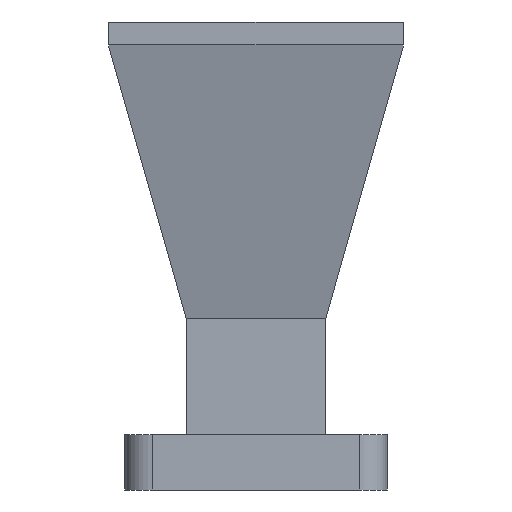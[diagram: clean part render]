
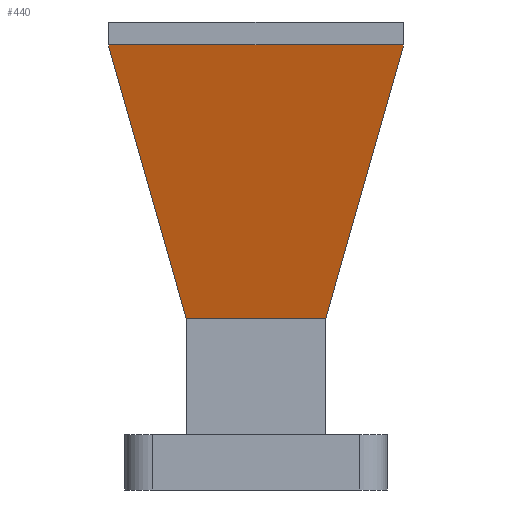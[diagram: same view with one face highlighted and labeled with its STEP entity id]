
A CAD part, left-side view. The second image highlights one B-rep face of the part: STEP entity #440.
In plain terms, the highlighted planar face has unit normal (-0.972, 0, -0.236).
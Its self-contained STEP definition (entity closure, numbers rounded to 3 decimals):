
#40 = LINE ( 'NONE', #1040, #1204 ) ;
#59 = VECTOR ( 'NONE', #131, 1000. ) ;
#65 = EDGE_CURVE ( 'NONE', #1333, #79, #904, .T. ) ;
#79 = VERTEX_POINT ( 'NONE', #1151 ) ;
#83 = ORIENTED_EDGE ( 'NONE', *, *, #1114, .T. ) ;
#127 = DIRECTION ( 'NONE',  ( -0.236, 0., 0.972 ) ) ;
#131 = DIRECTION ( 'NONE',  ( 0., 1., 0. ) ) ;
#188 = VECTOR ( 'NONE', #785, 1000. ) ;
#217 = LINE ( 'NONE', #559, #326 ) ;
#250 = PLANE ( 'NONE',  #536 ) ;
#265 = CARTESIAN_POINT ( 'NONE',  ( -8.093, 0., 69.686 ) ) ;
#267 = DIRECTION ( 'NONE',  ( -0.236, 0., 0.972 ) ) ;
#289 = VERTEX_POINT ( 'NONE', #540 ) ;
#326 = VECTOR ( 'NONE', #466, 1000. ) ;
#342 = LINE ( 'NONE', #454, #188 ) ;
#399 = CARTESIAN_POINT ( 'NONE',  ( -3.278, -5.065, 49.821 ) ) ;
#440 = ADVANCED_FACE ( 'NONE', ( #1254 ), #250, .T. ) ;
#454 = CARTESIAN_POINT ( 'NONE',  ( -3.278, -5.065, 49.821 ) ) ;
#455 = EDGE_CURVE ( 'NONE', #79, #1074, #217, .T. ) ;
#466 = DIRECTION ( 'NONE',  ( 0.236, 0., -0.972 ) ) ;
#476 = CARTESIAN_POINT ( 'NONE',  ( -8.093, -10.71, 69.686 ) ) ;
#500 = CARTESIAN_POINT ( 'NONE',  ( -8.069, 10.71, 69.585 ) ) ;
#515 = CARTESIAN_POINT ( 'NONE',  ( -3.278, 5.065, 49.821 ) ) ;
#536 = AXIS2_PLACEMENT_3D ( 'NONE', #1224, #1021, #127 ) ;
#540 = CARTESIAN_POINT ( 'NONE',  ( -8.069, -10.71, 69.585 ) ) ;
#559 = CARTESIAN_POINT ( 'NONE',  ( -8.093, 10.71, 69.686 ) ) ;
#644 = VERTEX_POINT ( 'NONE', #515 ) ;
#714 = DIRECTION ( 'NONE',  ( 0.227, -0.267, -0.936 ) ) ;
#746 = ORIENTED_EDGE ( 'NONE', *, *, #455, .T. ) ;
#767 = CARTESIAN_POINT ( 'NONE',  ( -3.278, 0., 49.821 ) ) ;
#785 = DIRECTION ( 'NONE',  ( -0.227, -0.267, 0.936 ) ) ;
#809 = LINE ( 'NONE', #1257, #979 ) ;
#820 = ORIENTED_EDGE ( 'NONE', *, *, #1400, .T. ) ;
#859 = ORIENTED_EDGE ( 'NONE', *, *, #994, .T. ) ;
#904 = LINE ( 'NONE', #265, #59 ) ;
#918 = ORIENTED_EDGE ( 'NONE', *, *, #65, .T. ) ;
#960 = EDGE_LOOP ( 'NONE', ( #859, #820, #1165, #83, #918, #746 ) ) ;
#979 = VECTOR ( 'NONE', #714, 1000. ) ;
#994 = EDGE_CURVE ( 'NONE', #1074, #644, #809, .T. ) ;
#1004 = DIRECTION ( 'NONE',  ( 0., -1., 0. ) ) ;
#1021 = DIRECTION ( 'NONE',  ( -0.972, 0., -0.236 ) ) ;
#1040 = CARTESIAN_POINT ( 'NONE',  ( -8.069, -10.71, 69.585 ) ) ;
#1074 = VERTEX_POINT ( 'NONE', #500 ) ;
#1114 = EDGE_CURVE ( 'NONE', #289, #1333, #40, .T. ) ;
#1151 = CARTESIAN_POINT ( 'NONE',  ( -8.093, 10.71, 69.686 ) ) ;
#1165 = ORIENTED_EDGE ( 'NONE', *, *, #1278, .T. ) ;
#1203 = LINE ( 'NONE', #767, #1354 ) ;
#1204 = VECTOR ( 'NONE', #267, 1000. ) ;
#1224 = CARTESIAN_POINT ( 'NONE',  ( -5.822, 0., 60.315 ) ) ;
#1254 = FACE_OUTER_BOUND ( 'NONE', #960, .T. ) ;
#1257 = CARTESIAN_POINT ( 'NONE',  ( -8.069, 10.71, 69.585 ) ) ;
#1278 = EDGE_CURVE ( 'NONE', #1315, #289, #342, .T. ) ;
#1315 = VERTEX_POINT ( 'NONE', #399 ) ;
#1333 = VERTEX_POINT ( 'NONE', #476 ) ;
#1354 = VECTOR ( 'NONE', #1004, 1000. ) ;
#1400 = EDGE_CURVE ( 'NONE', #644, #1315, #1203, .T. ) ;
